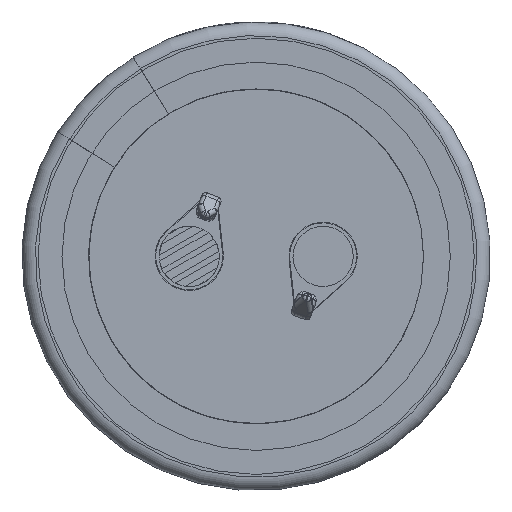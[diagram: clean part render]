
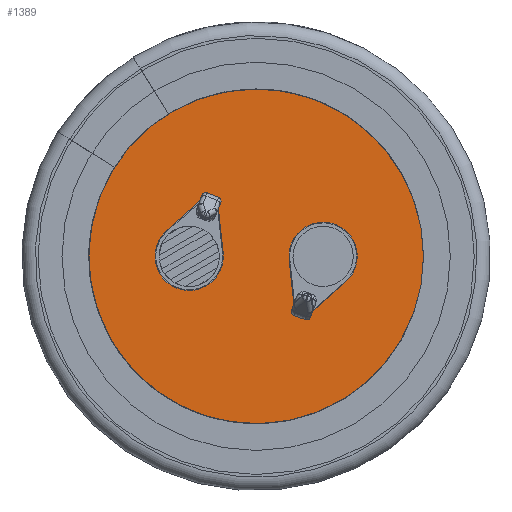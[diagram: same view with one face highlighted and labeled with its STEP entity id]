
A CAD part, front view. The second image highlights one B-rep face of the part: STEP entity #1389.
In plain terms, the highlighted planar face has unit normal (0, -1, 0).
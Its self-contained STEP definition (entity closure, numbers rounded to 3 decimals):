
#1389 = ADVANCED_FACE( '', ( #3075, #3076, #3077 ), #3078, .T. );
#3075 = FACE_OUTER_BOUND( '', #6243, .T. );
#3076 = FACE_BOUND( '', #6244, .T. );
#3077 = FACE_BOUND( '', #6245, .T. );
#3078 = PLANE( '', #6246 );
#6243 = EDGE_LOOP( '', ( #11487 ) );
#6244 = EDGE_LOOP( '', ( #11488, #11489, #11490, #11491 ) );
#6245 = EDGE_LOOP( '', ( #11492, #11493, #11494, #11495 ) );
#6246 = AXIS2_PLACEMENT_3D( '', #11496, #11497, #11498 );
#11487 = ORIENTED_EDGE( '', *, *, #14900, .T. );
#11488 = ORIENTED_EDGE( '', *, *, #14901, .F. );
#11489 = ORIENTED_EDGE( '', *, *, #14902, .F. );
#11490 = ORIENTED_EDGE( '', *, *, #14835, .F. );
#11491 = ORIENTED_EDGE( '', *, *, #14148, .F. );
#11492 = ORIENTED_EDGE( '', *, *, #14414, .T. );
#11493 = ORIENTED_EDGE( '', *, *, #13438, .T. );
#11494 = ORIENTED_EDGE( '', *, *, #14580, .T. );
#11495 = ORIENTED_EDGE( '', *, *, #14310, .T. );
#11496 = CARTESIAN_POINT( '', ( 0., 0., 0. ) );
#11497 = DIRECTION( '', ( 0., -1., 0. ) );
#11498 = DIRECTION( '', ( 0., 0., -1. ) );
#13438 = EDGE_CURVE( '', #15682, #15683, #15684, .T. );
#14148 = EDGE_CURVE( '', #16900, #16901, #16902, .T. );
#14310 = EDGE_CURVE( '', #17142, #17143, #17144, .T. );
#14414 = EDGE_CURVE( '', #17143, #15682, #17290, .T. );
#14580 = EDGE_CURVE( '', #15683, #17142, #17511, .T. );
#14835 = EDGE_CURVE( '', #16901, #17827, #17828, .T. );
#14900 = EDGE_CURVE( '', #17904, #17904, #17905, .T. );
#14901 = EDGE_CURVE( '', #17906, #16900, #17907, .T. );
#14902 = EDGE_CURVE( '', #17827, #17906, #17908, .T. );
#15682 = VERTEX_POINT( '', #19298 );
#15683 = VERTEX_POINT( '', #19299 );
#15684 = LINE( '', #19300, #19301 );
#16900 = VERTEX_POINT( '', #22362 );
#16901 = VERTEX_POINT( '', #22363 );
#16902 = CIRCLE( '', #22364, 2.55 );
#17142 = VERTEX_POINT( '', #22975 );
#17143 = VERTEX_POINT( '', #22976 );
#17144 = CIRCLE( '', #22977, 2.55 );
#17290 = LINE( '', #23279, #23280 );
#17511 = LINE( '', #23717, #23718 );
#17827 = VERTEX_POINT( '', #24345 );
#17828 = LINE( '', #24346, #24347 );
#17904 = VERTEX_POINT( '', #24490 );
#17905 = CIRCLE( '', #24491, 14.5 );
#17906 = VERTEX_POINT( '', #24492 );
#17907 = LINE( '', #24493, #24494 );
#17908 = LINE( '', #24495, #24496 );
#19298 = CARTESIAN_POINT( '', ( 4.27, 0., -4.059 ) );
#19299 = CARTESIAN_POINT( '', ( 2.814, 0., -3.497 ) );
#19300 = CARTESIAN_POINT( '', ( 4.27, 0., -4.059 ) );
#19301 = VECTOR( '', #25388, 1000. );
#22362 = CARTESIAN_POINT( '', ( -6.694, 0., 1.906 ) );
#22363 = CARTESIAN_POINT( '', ( -2.465, 0., 0.274 ) );
#22364 = AXIS2_PLACEMENT_3D( '', #25606, #25607, #25608 );
#22975 = CARTESIAN_POINT( '', ( 2.465, 0., -0.274 ) );
#22976 = CARTESIAN_POINT( '', ( 6.694, 0., -1.906 ) );
#22977 = AXIS2_PLACEMENT_3D( '', #25705, #25706, #25707 );
#23279 = CARTESIAN_POINT( '', ( 6.694, 0., -1.906 ) );
#23280 = VECTOR( '', #25757, 1000. );
#23717 = CARTESIAN_POINT( '', ( 2.814, 0., -3.497 ) );
#23718 = VECTOR( '', #25857, 1000. );
#24345 = CARTESIAN_POINT( '', ( -2.814, 0., 3.497 ) );
#24346 = CARTESIAN_POINT( '', ( -2.465, 0., 0.274 ) );
#24347 = VECTOR( '', #25941, 1000. );
#24490 = CARTESIAN_POINT( '', ( 0., 0., -14.5 ) );
#24491 = AXIS2_PLACEMENT_3D( '', #25986, #25987, #25988 );
#24492 = CARTESIAN_POINT( '', ( -4.27, 0., 4.059 ) );
#24493 = CARTESIAN_POINT( '', ( -4.27, 0., 4.059 ) );
#24494 = VECTOR( '', #25989, 1000. );
#24495 = CARTESIAN_POINT( '', ( -2.814, 0., 3.497 ) );
#24496 = VECTOR( '', #25990, 1000. );
#25388 = DIRECTION( '', ( -0.933, 0., 0.36 ) );
#25606 = CARTESIAN_POINT( '', ( -5., 0., 0. ) );
#25607 = DIRECTION( '', ( 0., -1., 0. ) );
#25608 = DIRECTION( '', ( 0., 0., 1. ) );
#25705 = CARTESIAN_POINT( '', ( 5., 0., 0. ) );
#25706 = DIRECTION( '', ( 0., 1., 0. ) );
#25707 = DIRECTION( '', ( 0., 0., -1. ) );
#25757 = DIRECTION( '', ( -0.748, 0., -0.664 ) );
#25857 = DIRECTION( '', ( -0.108, 0., 0.994 ) );
#25941 = DIRECTION( '', ( -0.108, 0., 0.994 ) );
#25986 = CARTESIAN_POINT( '', ( 0., 0., 0. ) );
#25987 = DIRECTION( '', ( 0., -1., 0. ) );
#25988 = DIRECTION( '', ( 0., 0., -1. ) );
#25989 = DIRECTION( '', ( -0.748, 0., -0.664 ) );
#25990 = DIRECTION( '', ( -0.933, 0., 0.36 ) );
